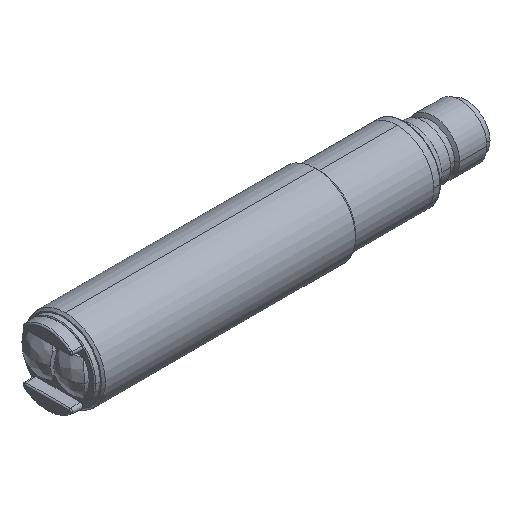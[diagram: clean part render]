
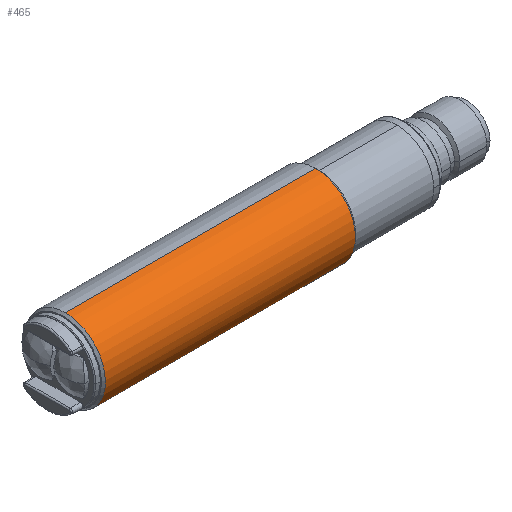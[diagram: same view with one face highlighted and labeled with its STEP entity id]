
A CAD part, isometric view. The second image highlights one B-rep face of the part: STEP entity #465.
In plain terms, the highlighted cylindrical face has radius 9 mm (diameter 18 mm), a partial arc.
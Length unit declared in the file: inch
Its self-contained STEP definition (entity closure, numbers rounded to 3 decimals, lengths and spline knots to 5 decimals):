
#133 = CARTESIAN_POINT ( 'NONE',  ( 0.03359, -0.00962, -0.35422 ) ) ;
#425 = DIRECTION ( 'NONE',  ( 1., 0., 0. ) ) ;
#465 = ADVANCED_FACE ( 'NONE', ( #6943 ), #6053, .T. ) ;
#680 = VERTEX_POINT ( 'NONE', #2626 ) ;
#891 = CARTESIAN_POINT ( 'NONE',  ( 2.23228, 0., 0. ) ) ;
#946 = CARTESIAN_POINT ( 'NONE',  ( 2.23228, 0., -0.35433 ) ) ;
#1429 = AXIS2_PLACEMENT_3D ( 'NONE', #7106, #7710, #5858 ) ;
#1986 = AXIS2_PLACEMENT_3D ( 'NONE', #4799, #425, #2329 ) ;
#2066 = EDGE_CURVE ( 'NONE', #3117, #680, #6399, .T. ) ;
#2086 = EDGE_CURVE ( 'NONE', #3117, #7024, #3456, .T. ) ;
#2263 = CARTESIAN_POINT ( 'NONE',  ( 0.13752, 0., 0.35433 ) ) ;
#2269 = DIRECTION ( 'NONE',  ( -1., 0., 0. ) ) ;
#2329 = DIRECTION ( 'NONE',  ( 0., 0., -1. ) ) ;
#2436 = CIRCLE ( 'NONE', #6620, 0.35433 ) ;
#2517 = ORIENTED_EDGE ( 'NONE', *, *, #2086, .F. ) ;
#2570 = VERTEX_POINT ( 'NONE', #7657 ) ;
#2626 = CARTESIAN_POINT ( 'NONE',  ( 0.01772, -0.01959, -0.35379 ) ) ;
#2719 = CARTESIAN_POINT ( 'NONE',  ( 0.03543, -0.00481, -0.35433 ) ) ;
#2776 = CARTESIAN_POINT ( 'NONE',  ( 0.01772, 0., 0.35433 ) ) ;
#2880 = CARTESIAN_POINT ( 'NONE',  ( 2.23228, 0., 0. ) ) ;
#2899 = DIRECTION ( 'NONE',  ( 1., 0., 0. ) ) ;
#3096 = EDGE_CURVE ( 'NONE', #2570, #4069, #4004, .T. ) ;
#3117 = VERTEX_POINT ( 'NONE', #2776 ) ;
#3221 = ORIENTED_EDGE ( 'NONE', *, *, #3096, .T. ) ;
#3255 = CARTESIAN_POINT ( 'NONE',  ( 0.13752, 0., -0.35433 ) ) ;
#3382 = CARTESIAN_POINT ( 'NONE',  ( 2.23228, -0.35433, 0. ) ) ;
#3456 = LINE ( 'NONE', #2263, #7604 ) ;
#3806 = VECTOR ( 'NONE', #4455, 39.37008 ) ;
#4004 = LINE ( 'NONE', #3255, #3806 ) ;
#4069 = VERTEX_POINT ( 'NONE', #946 ) ;
#4455 = DIRECTION ( 'NONE',  ( 1., 0., 0. ) ) ;
#4608 = CARTESIAN_POINT ( 'NONE',  ( 0.02711, -0.01678, -0.35395 ) ) ;
#4660 = ORIENTED_EDGE ( 'NONE', *, *, #2066, .T. ) ;
#4799 = CARTESIAN_POINT ( 'NONE',  ( 0.01772, 0., 0. ) ) ;
#4812 = DIRECTION ( 'NONE',  ( -1., 0., 0. ) ) ;
#4964 = B_SPLINE_CURVE_WITH_KNOTS ( 'NONE', 3,
 ( #5816, #5792, #4608, #133, #2719, #7751 ),
 .UNSPECIFIED., .F., .F.,
 ( 4, 2, 4 ),
 ( 0., 0.00037, 0.00073 ),
 .UNSPECIFIED. ) ;
#5359 = ORIENTED_EDGE ( 'NONE', *, *, #7333, .T. ) ;
#5508 = DIRECTION ( 'NONE',  ( 0., 0., -1. ) ) ;
#5571 = ORIENTED_EDGE ( 'NONE', *, *, #6089, .T. ) ;
#5649 = VERTEX_POINT ( 'NONE', #3382 ) ;
#5792 = CARTESIAN_POINT ( 'NONE',  ( 0.02256, -0.0191, -0.35382 ) ) ;
#5816 = CARTESIAN_POINT ( 'NONE',  ( 0.01772, -0.01959, -0.35379 ) ) ;
#5858 = DIRECTION ( 'NONE',  ( 0., 0., -1. ) ) ;
#6053 = CYLINDRICAL_SURFACE ( 'NONE', #1429, 0.35433 ) ;
#6083 = AXIS2_PLACEMENT_3D ( 'NONE', #2880, #4812, #5508 ) ;
#6089 = EDGE_CURVE ( 'NONE', #4069, #5649, #8121, .T. ) ;
#6399 = CIRCLE ( 'NONE', #1986, 0.35433 ) ;
#6620 = AXIS2_PLACEMENT_3D ( 'NONE', #891, #2269, #6692 ) ;
#6692 = DIRECTION ( 'NONE',  ( 0., 0., -1. ) ) ;
#6943 = FACE_OUTER_BOUND ( 'NONE', #7114, .T. ) ;
#7024 = VERTEX_POINT ( 'NONE', #7385 ) ;
#7106 = CARTESIAN_POINT ( 'NONE',  ( 0.13752, 0., 0. ) ) ;
#7114 = EDGE_LOOP ( 'NONE', ( #2517, #4660, #8082, #3221, #5571, #5359 ) ) ;
#7136 = EDGE_CURVE ( 'NONE', #680, #2570, #4964, .T. ) ;
#7333 = EDGE_CURVE ( 'NONE', #5649, #7024, #2436, .T. ) ;
#7385 = CARTESIAN_POINT ( 'NONE',  ( 2.23228, 0., 0.35433 ) ) ;
#7604 = VECTOR ( 'NONE', #2899, 39.37008 ) ;
#7657 = CARTESIAN_POINT ( 'NONE',  ( 0.03543, 0., -0.35433 ) ) ;
#7710 = DIRECTION ( 'NONE',  ( 1., 0., 0. ) ) ;
#7751 = CARTESIAN_POINT ( 'NONE',  ( 0.03543, 0., -0.35433 ) ) ;
#8082 = ORIENTED_EDGE ( 'NONE', *, *, #7136, .T. ) ;
#8121 = CIRCLE ( 'NONE', #6083, 0.35433 ) ;
